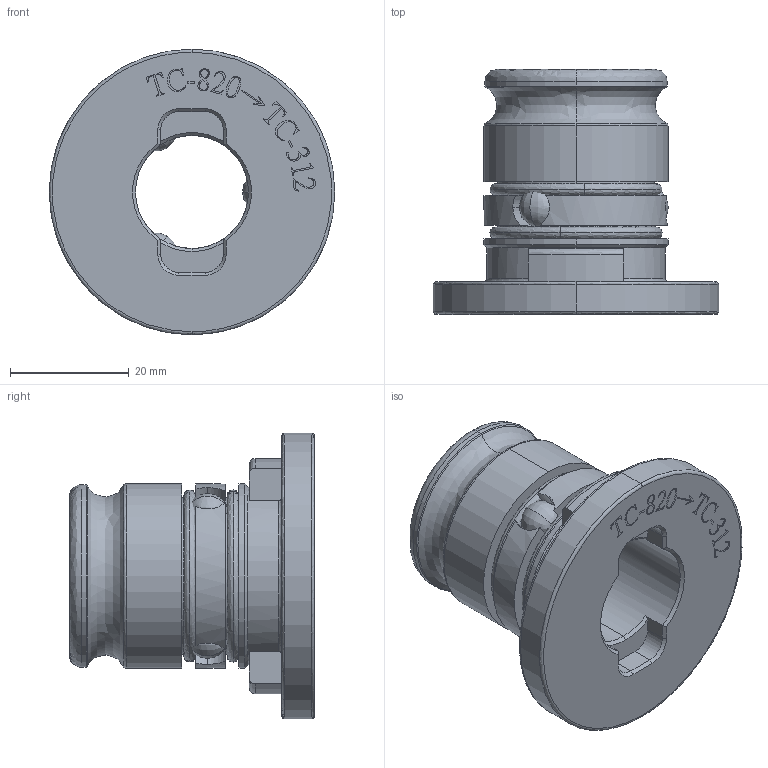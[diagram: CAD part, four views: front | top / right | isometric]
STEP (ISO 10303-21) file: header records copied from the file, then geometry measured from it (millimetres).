
FILE_DESCRIPTION (( 'STEP AP203' ), '1' );
FILE_NAME ('BA360TR020001A.STEP', '2020-12-21T03:00:18', ( '' ), ( '' ), 'SwSTEP 2.0', 'SolidWorks 2017', '' );
FILE_SCHEMA (( 'CONFIG_CONTROL_DESIGN' ));
Length unit declared in the file: millimetre
Products named in the file (4): KR029055; SB063020; BA360TR020001A; BB360TR010101A
Assembly tree (6 placements, depth 2):
  BA360TR020001A
    BB360TR010101A
    KR029055  x2
    SB063020  x3
Bounding box: 48 x 41.2 x 48 mm (x, y, z)
Volume: 23328.5 mm3; surface area: 12316.5 mm2
Topology: 6 solids, 6 shells, 363 faces, 978 edges, 628 vertices
Faces by surface type: bspline 183, plane 122, cylinder 41, cone 17
Entity records: 17153 total; most frequent: CARTESIAN_POINT 8904, ORIENTED_EDGE 1908, DIRECTION 1101, EDGE_CURVE 954, VERTEX_POINT 620, VECTOR 479, LINE 479, EDGE_LOOP 380
